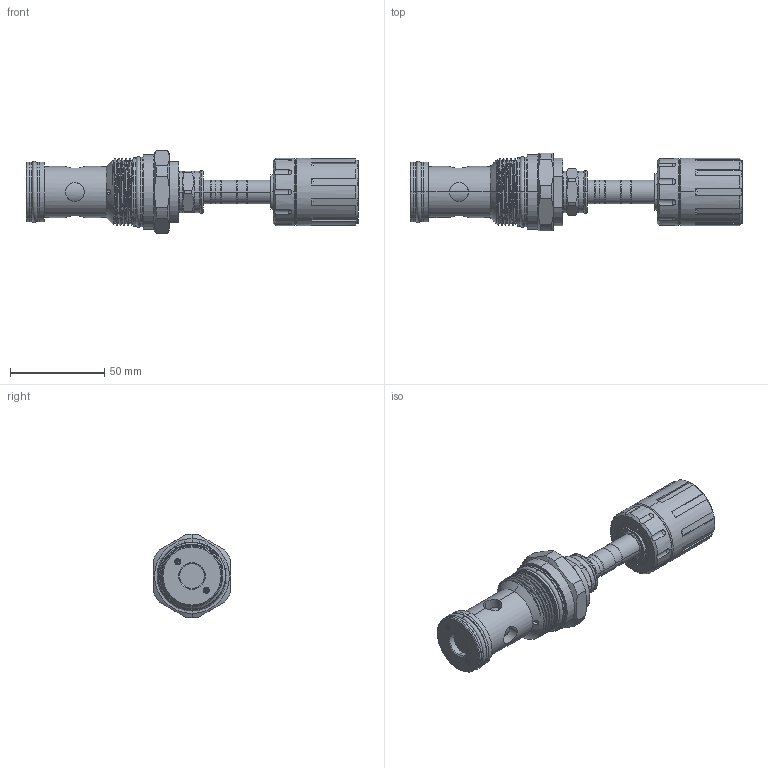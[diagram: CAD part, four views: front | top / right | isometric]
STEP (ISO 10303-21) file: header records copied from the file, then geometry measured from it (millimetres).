
FILE_DESCRIPTION (( 'STEP AP203' ), '1' );
FILE_NAME ('EP16A2A32RA95.STEP', '2022-11-18T01:12:27', ( '' ), ( '' ), 'SwSTEP 2.0', 'SolidWorks 2018', '' );
FILE_SCHEMA (( 'CONFIG_CONTROL_DESIGN' ));
Length unit declared in the file: millimetre
Products named in the file (1): EP16A2A32RA95
Bounding box: 175.7 x 41.2 x 44.3 mm (x, y, z)
Volume: 117114.8 mm3; surface area: 32007.9 mm2
Topology: 5 solids, 7 shells, 600 faces, 1551 edges, 995 vertices
Faces by surface type: cylinder 217, plane 215, cone 87, torus 56, sphere 14, bspline 11
Entity records: 22924 total; most frequent: CARTESIAN_POINT 8312, ORIENTED_EDGE 3074, DIRECTION 3040, EDGE_CURVE 1537, AXIS2_PLACEMENT_3D 1172, VERTEX_POINT 989, VECTOR 696, LINE 696
